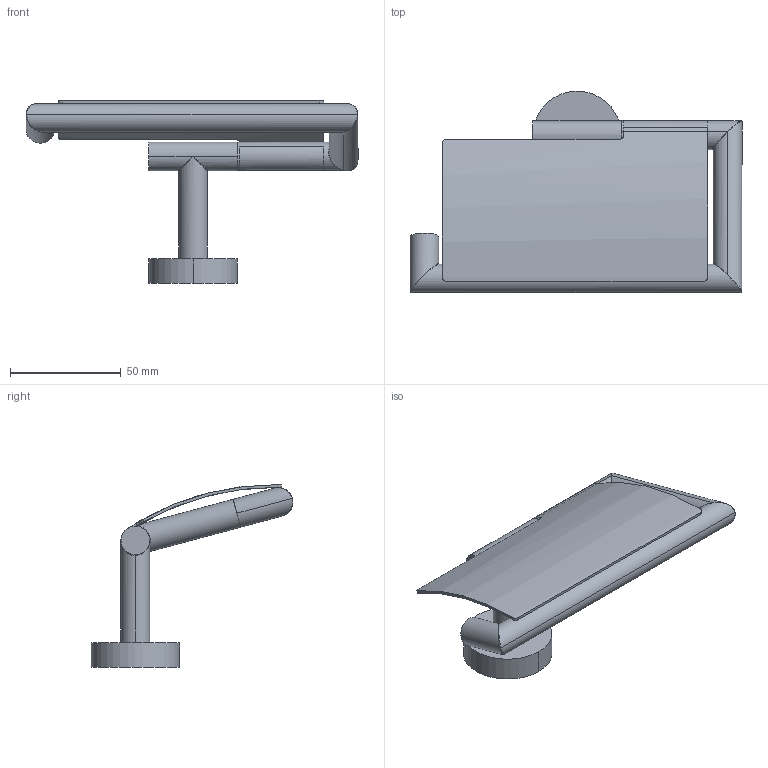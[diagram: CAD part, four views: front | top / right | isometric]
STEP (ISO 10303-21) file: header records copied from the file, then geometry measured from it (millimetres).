
FILE_DESCRIPTION (( 'STEP AP203' ), '1' );
FILE_NAME ('83510979-00.STEP', '2018-07-04T06:00:57', ( '' ), ( '' ), 'SwSTEP 2.0', 'SolidWorks 2017', '' );
FILE_SCHEMA (( 'CONFIG_CONTROL_DESIGN' ));
Length unit declared in the file: millimetre
Products named in the file (5): 83510979-00; Planungsmodell_Rohr_gerade-+-28.568.780-10_ _K73_40x11; Planungsmodell_T-Stueck-+-22.901.780-01_ _K6_13x50_13x20x21; Planungsmodell_Halter-+-05.28.22.626.00-01_ _K1; Planungsmodell_Deckel-+-08.11.02.514-01_ _K1
Assembly tree (4 placements, depth 2):
  83510979-00
    Planungsmodell_Rohr_gerade-+-28.568.780-10_ _K73_40x11
    Planungsmodell_T-Stueck-+-22.901.780-01_ _K6_13x50_13x20x21
    Planungsmodell_Halter-+-05.28.22.626.00-01_ _K1
    Planungsmodell_Deckel-+-08.11.02.514-01_ _K1
Bounding box: 150 x 91.22 x 82.49 mm (x, y, z)
Volume: 72245.4 mm3; surface area: 38175.4 mm2
Topology: 4 solids, 4 shells, 46 faces, 112 edges, 58 vertices
Faces by surface type: cylinder 25, plane 13, bspline 8
Entity records: 2243 total; most frequent: CARTESIAN_POINT 843, ORIENTED_EDGE 192, DIRECTION 182, EDGE_CURVE 96, AXIS2_PLACEMENT_3D 73, VERTEX_POINT 58, FACE_OUTER_BOUND 46, EDGE_LOOP 46
